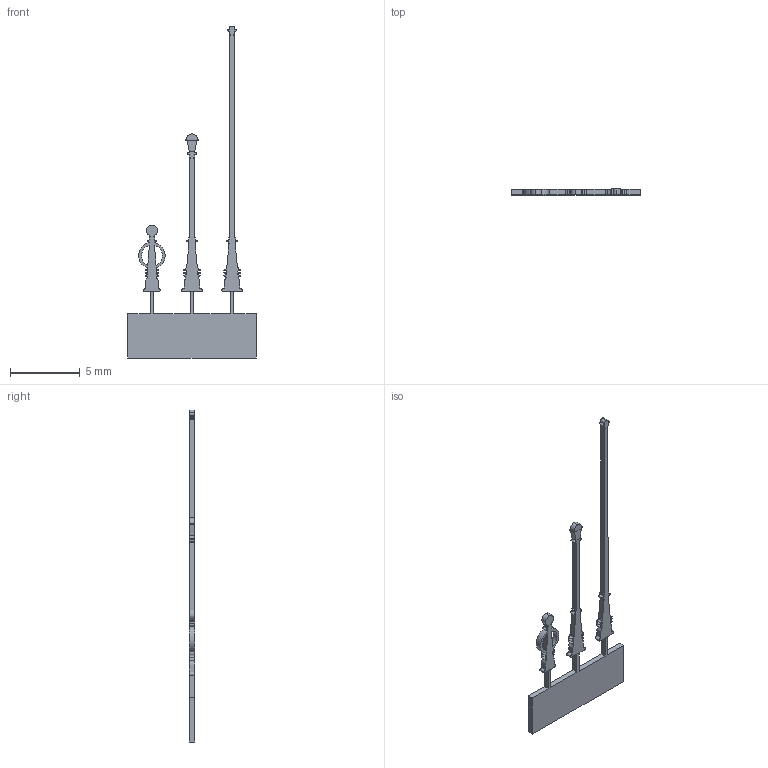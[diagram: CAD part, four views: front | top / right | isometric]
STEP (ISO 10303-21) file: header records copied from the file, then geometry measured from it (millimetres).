
FILE_DESCRIPTION(/* description */ (''),/* implementation_level */ '2;1');
FILE_NAME(/* name */ 'scale street assets',/* time_stamp */ '2025-05-02T11:31:44-04:00',/* author */ (''),/* organization */ (''),/* preprocessor_version */ 'ST-DEVELOPER v19.2',/* originating_system */ 'Rhino 8.18',/* authorisation */ '');
FILE_SCHEMA (('CONFIG_CONTROL_DESIGN'));
Length unit declared in the file: inch
Products named in the file (1): Document
Bounding box: 9.22 x 0.4 x 23.81 mm (x, y, z)
Volume: 16.6 mm3; surface area: 149.2 mm2
Topology: 4 solids, 4 shells, 135 faces, 373 edges, 246 vertices
Faces by surface type: plane 81, cylinder 36, bspline 18
Entity records: 5889 total; most frequent: CARTESIAN_POINT 3244, ORIENTED_EDGE 746, EDGE_CURVE 373, VERTEX_POINT 246, DIRECTION 216, B_SPLINE_CURVE_WITH_KNOTS 179, AXIS2_PLACEMENT_3D 166, EDGE_LOOP 139
